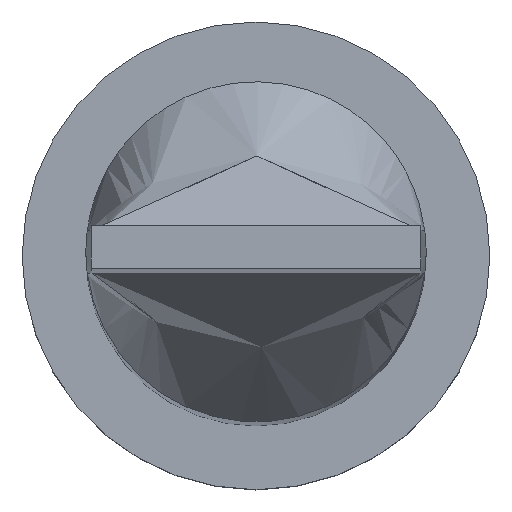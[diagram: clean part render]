
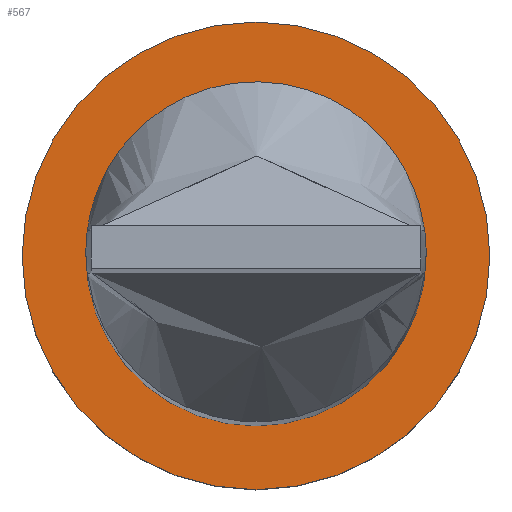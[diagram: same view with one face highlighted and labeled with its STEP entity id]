
A CAD part, top view. The second image highlights one B-rep face of the part: STEP entity #567.
In plain terms, the highlighted planar face has unit normal (0, 0, 1).
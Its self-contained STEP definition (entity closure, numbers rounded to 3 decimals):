
#9 = AXIS2_PLACEMENT_3D ( 'NONE', #341, #438, #188 ) ;
#11 = DIRECTION ( 'NONE',  ( 0., 0., 1. ) ) ;
#20 = VERTEX_POINT ( 'NONE', #77 ) ;
#24 = ORIENTED_EDGE ( 'NONE', *, *, #450, .F. ) ;
#77 = CARTESIAN_POINT ( 'NONE',  ( 8., 0., 7. ) ) ;
#99 = AXIS2_PLACEMENT_3D ( 'NONE', #502, #11, #101 ) ;
#101 = DIRECTION ( 'NONE',  ( 1., 0., 0. ) ) ;
#114 = ORIENTED_EDGE ( 'NONE', *, *, #396, .T. ) ;
#129 = CARTESIAN_POINT ( 'NONE',  ( 0., 0., 7. ) ) ;
#131 = DIRECTION ( 'NONE',  ( 1., 0., 0. ) ) ;
#134 = PLANE ( 'NONE',  #9 ) ;
#146 = EDGE_LOOP ( 'NONE', ( #207, #114 ) ) ;
#160 = DIRECTION ( 'NONE',  ( 0., 0., 1. ) ) ;
#179 = EDGE_CURVE ( 'NONE', #20, #279, #255, .T. ) ;
#188 = DIRECTION ( 'NONE',  ( 1., 0., 0. ) ) ;
#189 = DIRECTION ( 'NONE',  ( 0., 0., 1. ) ) ;
#207 = ORIENTED_EDGE ( 'NONE', *, *, #306, .T. ) ;
#216 = DIRECTION ( 'NONE',  ( 1., 0., 0. ) ) ;
#246 = CIRCLE ( 'NONE', #497, 8. ) ;
#255 = CIRCLE ( 'NONE', #613, 8. ) ;
#279 = VERTEX_POINT ( 'NONE', #467 ) ;
#306 = EDGE_CURVE ( 'NONE', #564, #609, #477, .T. ) ;
#325 = AXIS2_PLACEMENT_3D ( 'NONE', #361, #160, #216 ) ;
#341 = CARTESIAN_POINT ( 'NONE',  ( 0., 0., 7. ) ) ;
#361 = CARTESIAN_POINT ( 'NONE',  ( 0., 0., 7. ) ) ;
#386 = DIRECTION ( 'NONE',  ( 0., 0., 1. ) ) ;
#388 = FACE_OUTER_BOUND ( 'NONE', #146, .T. ) ;
#396 = EDGE_CURVE ( 'NONE', #609, #564, #537, .T. ) ;
#399 = DIRECTION ( 'NONE',  ( 1., 0., 0. ) ) ;
#434 = CARTESIAN_POINT ( 'NONE',  ( -11., 0., 7. ) ) ;
#438 = DIRECTION ( 'NONE',  ( 0., 0., 1. ) ) ;
#450 = EDGE_CURVE ( 'NONE', #279, #20, #246, .T. ) ;
#457 = CARTESIAN_POINT ( 'NONE',  ( 11., 0., 7. ) ) ;
#467 = CARTESIAN_POINT ( 'NONE',  ( -8., 0., 7. ) ) ;
#477 = CIRCLE ( 'NONE', #99, 11. ) ;
#497 = AXIS2_PLACEMENT_3D ( 'NONE', #129, #386, #131 ) ;
#498 = EDGE_LOOP ( 'NONE', ( #24, #636 ) ) ;
#502 = CARTESIAN_POINT ( 'NONE',  ( 0., 0., 7. ) ) ;
#537 = CIRCLE ( 'NONE', #325, 11. ) ;
#549 = CARTESIAN_POINT ( 'NONE',  ( 0., 0., 7. ) ) ;
#564 = VERTEX_POINT ( 'NONE', #434 ) ;
#567 = ADVANCED_FACE ( 'NONE', ( #626, #388 ), #134, .T. ) ;
#609 = VERTEX_POINT ( 'NONE', #457 ) ;
#613 = AXIS2_PLACEMENT_3D ( 'NONE', #549, #189, #399 ) ;
#626 = FACE_BOUND ( 'NONE', #498, .T. ) ;
#636 = ORIENTED_EDGE ( 'NONE', *, *, #179, .F. ) ;
